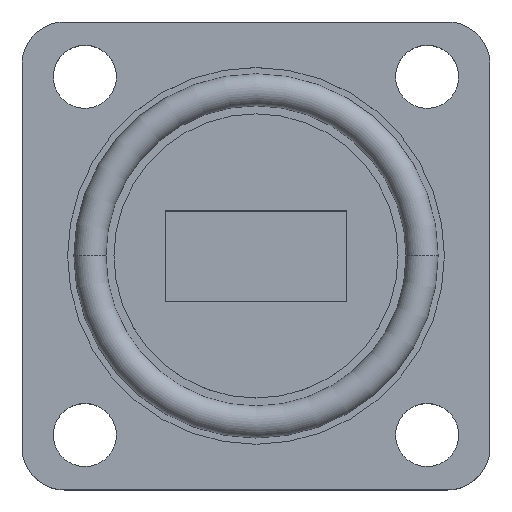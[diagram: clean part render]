
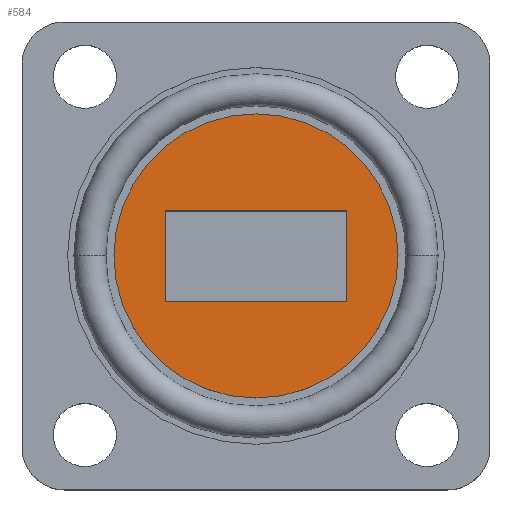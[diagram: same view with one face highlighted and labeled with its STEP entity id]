
A CAD part, top view. The second image highlights one B-rep face of the part: STEP entity #584.
In plain terms, the highlighted planar face has unit normal (0, 0, 1).
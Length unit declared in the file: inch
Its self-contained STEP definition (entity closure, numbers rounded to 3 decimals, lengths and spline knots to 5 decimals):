
#35 = CARTESIAN_POINT ( 'NONE',  ( 0.17, -0.085, 0. ) ) ;
#37 = VECTOR ( 'NONE', #761, 39.37008 ) ;
#132 = DIRECTION ( 'NONE',  ( 0., 0., 1. ) ) ;
#189 = ORIENTED_EDGE ( 'NONE', *, *, #1170, .F. ) ;
#200 = DIRECTION ( 'NONE',  ( 1., 0., 0. ) ) ;
#210 = EDGE_CURVE ( 'NONE', #449, #443, #603, .T. ) ;
#283 = VECTOR ( 'NONE', #1224, 39.37008 ) ;
#312 = FACE_BOUND ( 'NONE', #350, .T. ) ;
#332 = ORIENTED_EDGE ( 'NONE', *, *, #653, .T. ) ;
#350 = EDGE_LOOP ( 'NONE', ( #189, #723, #663, #846 ) ) ;
#364 = CIRCLE ( 'NONE', #763, 0.26575 ) ;
#371 = CARTESIAN_POINT ( 'NONE',  ( 0.17, -0.085, 0. ) ) ;
#373 = LINE ( 'NONE', #605, #283 ) ;
#392 = CARTESIAN_POINT ( 'NONE',  ( -0.26575, 0., 0. ) ) ;
#409 = AXIS2_PLACEMENT_3D ( 'NONE', #943, #519, #508 ) ;
#443 = VERTEX_POINT ( 'NONE', #854 ) ;
#449 = VERTEX_POINT ( 'NONE', #35 ) ;
#473 = CARTESIAN_POINT ( 'NONE',  ( -0.17, -0.085, 0. ) ) ;
#508 = DIRECTION ( 'NONE',  ( -1., 0., 0. ) ) ;
#519 = DIRECTION ( 'NONE',  ( 0., 0., -1. ) ) ;
#584 = ADVANCED_FACE ( 'NONE', ( #312, #1042 ), #928, .F. ) ;
#593 = VERTEX_POINT ( 'NONE', #1254 ) ;
#603 = LINE ( 'NONE', #371, #1067 ) ;
#605 = CARTESIAN_POINT ( 'NONE',  ( -0.17, -0.085, 0. ) ) ;
#612 = CARTESIAN_POINT ( 'NONE',  ( 0., 0., 0. ) ) ;
#650 = VERTEX_POINT ( 'NONE', #1346 ) ;
#653 = EDGE_CURVE ( 'NONE', #906, #1059, #364, .T. ) ;
#658 = LINE ( 'NONE', #473, #1292 ) ;
#663 = ORIENTED_EDGE ( 'NONE', *, *, #969, .F. ) ;
#666 = DIRECTION ( 'NONE',  ( 0., -1., 0. ) ) ;
#672 = ORIENTED_EDGE ( 'NONE', *, *, #1186, .T. ) ;
#720 = DIRECTION ( 'NONE',  ( 1., 0., 0. ) ) ;
#723 = ORIENTED_EDGE ( 'NONE', *, *, #210, .F. ) ;
#761 = DIRECTION ( 'NONE',  ( -1., 0., 0. ) ) ;
#763 = AXIS2_PLACEMENT_3D ( 'NONE', #1032, #823, #200 ) ;
#819 = LINE ( 'NONE', #1033, #37 ) ;
#823 = DIRECTION ( 'NONE',  ( 0., 0., 1. ) ) ;
#846 = ORIENTED_EDGE ( 'NONE', *, *, #1234, .F. ) ;
#854 = CARTESIAN_POINT ( 'NONE',  ( 0.17, 0.085, 0. ) ) ;
#906 = VERTEX_POINT ( 'NONE', #392 ) ;
#928 = PLANE ( 'NONE',  #409 ) ;
#943 = CARTESIAN_POINT ( 'NONE',  ( 0., 0., 0. ) ) ;
#969 = EDGE_CURVE ( 'NONE', #593, #449, #373, .T. ) ;
#1032 = CARTESIAN_POINT ( 'NONE',  ( 0., 0., 0. ) ) ;
#1033 = CARTESIAN_POINT ( 'NONE',  ( -0.17, 0.085, 0. ) ) ;
#1042 = FACE_OUTER_BOUND ( 'NONE', #1264, .T. ) ;
#1050 = CIRCLE ( 'NONE', #1332, 0.26575 ) ;
#1059 = VERTEX_POINT ( 'NONE', #1066 ) ;
#1066 = CARTESIAN_POINT ( 'NONE',  ( 0.26575, 0., 0. ) ) ;
#1067 = VECTOR ( 'NONE', #1122, 39.37008 ) ;
#1122 = DIRECTION ( 'NONE',  ( 0., 1., 0. ) ) ;
#1170 = EDGE_CURVE ( 'NONE', #443, #650, #819, .T. ) ;
#1186 = EDGE_CURVE ( 'NONE', #1059, #906, #1050, .T. ) ;
#1224 = DIRECTION ( 'NONE',  ( 1., 0., 0. ) ) ;
#1234 = EDGE_CURVE ( 'NONE', #650, #593, #658, .T. ) ;
#1254 = CARTESIAN_POINT ( 'NONE',  ( -0.17, -0.085, 0. ) ) ;
#1264 = EDGE_LOOP ( 'NONE', ( #672, #332 ) ) ;
#1292 = VECTOR ( 'NONE', #666, 39.37008 ) ;
#1332 = AXIS2_PLACEMENT_3D ( 'NONE', #612, #132, #720 ) ;
#1346 = CARTESIAN_POINT ( 'NONE',  ( -0.17, 0.085, 0. ) ) ;
